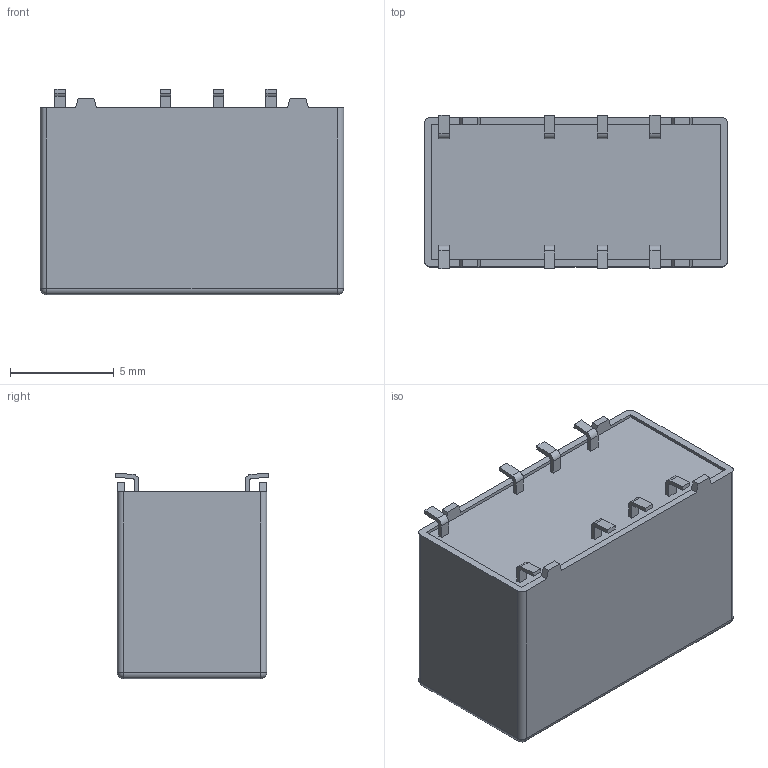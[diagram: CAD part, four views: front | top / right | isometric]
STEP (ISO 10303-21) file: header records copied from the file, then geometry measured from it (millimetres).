
FILE_DESCRIPTION((''),'2;1');
FILE_NAME('C-5-1393789-1','2012-12-31T',('workeradm'),('Tyco Electronics Ltd.'),'PRO/ENGINEER BY PARAMETRIC TECHNOLOGY CORPORATION, 2010430','PRO/ENGINEER BY PARAMETRIC TECHNOLOGY CORPORATION, 2010430','');
FILE_SCHEMA(('AUTOMOTIVE_DESIGN { 1 0 10303 214 1 1 1 1 }'));
Length unit declared in the file: millimetre
Products named in the file (1): C-5-1393789-1
Bounding box: 14.6 x 7.4 x 9.9 mm (x, y, z)
Volume: 933 mm3; surface area: 623.1 mm2
Topology: 1 solids, 1 shells, 110 faces, 288 edges, 188 vertices
Faces by surface type: plane 82, cylinder 24, sphere 4
Entity records: 4500 total; most frequent: CARTESIAN_POINT 588, ORIENTED_EDGE 576, DIRECTION 556, PRESENTATION_STYLE_ASSIGNMENT 289, STYLED_ITEM 289, CURVE_STYLE 288, EDGE_CURVE 288, VECTOR 240
